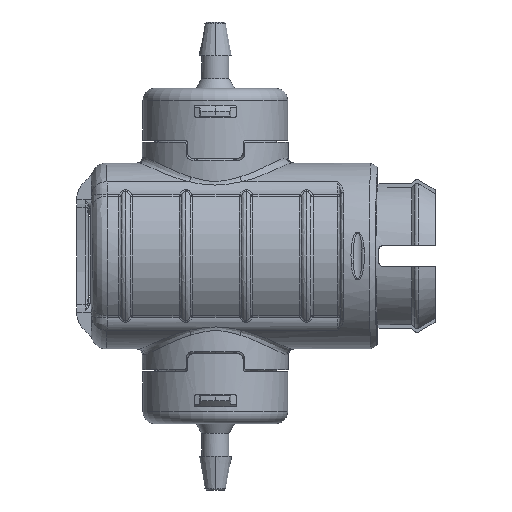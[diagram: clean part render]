
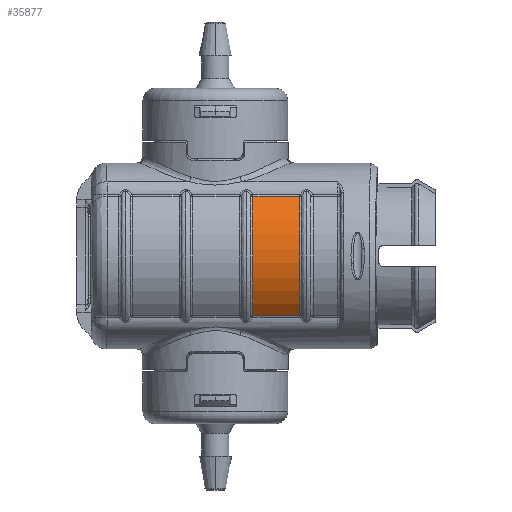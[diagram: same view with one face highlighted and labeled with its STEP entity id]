
A CAD part, front view. The second image highlights one B-rep face of the part: STEP entity #35877.
In plain terms, the highlighted cylindrical face has radius 7.225 mm (diameter 14.45 mm), a partial arc.
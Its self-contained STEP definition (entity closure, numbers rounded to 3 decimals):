
#4308 = CARTESIAN_POINT ( 'NONE',  ( 6.995, -5.264, 4.949 ) ) ;
#9405 = ORIENTED_EDGE ( 'NONE', *, *, #33351, .T. ) ;
#10440 = CIRCLE ( 'NONE', #15949, 7.225 ) ;
#10680 = CARTESIAN_POINT ( 'NONE',  ( 3.114, -5.264, -4.949 ) ) ;
#13898 = VERTEX_POINT ( 'NONE', #39580 ) ;
#13923 = CARTESIAN_POINT ( 'NONE',  ( 12.2, -5.264, -4.949 ) ) ;
#15949 = AXIS2_PLACEMENT_3D ( 'NONE', #44823, #64569, #49521 ) ;
#18451 = EDGE_CURVE ( 'NONE', #27394, #13898, #21863, .T. ) ;
#18526 = CIRCLE ( 'NONE', #57353, 7.225 ) ;
#18792 = DIRECTION ( 'NONE',  ( -1., 0., 0. ) ) ;
#19359 = ORIENTED_EDGE ( 'NONE', *, *, #38705, .T. ) ;
#20029 = DIRECTION ( 'NONE',  ( 0., 0., 1. ) ) ;
#20428 = DIRECTION ( 'NONE',  ( -1., 0., 0. ) ) ;
#20938 = VECTOR ( 'NONE', #34807, 1000. ) ;
#21863 = LINE ( 'NONE', #53953, #45795 ) ;
#22662 = VERTEX_POINT ( 'NONE', #24421 ) ;
#23124 = FACE_OUTER_BOUND ( 'NONE', #53627, .T. ) ;
#24421 = CARTESIAN_POINT ( 'NONE',  ( 6.995, -5.264, -4.949 ) ) ;
#27394 = VERTEX_POINT ( 'NONE', #4308 ) ;
#27617 = VERTEX_POINT ( 'NONE', #10680 ) ;
#30062 = DIRECTION ( 'NONE',  ( 1., 0., 0. ) ) ;
#30972 = CYLINDRICAL_SURFACE ( 'NONE', #48155, 7.225 ) ;
#32628 = ORIENTED_EDGE ( 'NONE', *, *, #42135, .T. ) ;
#33351 = EDGE_CURVE ( 'NONE', #13898, #27617, #18526, .T. ) ;
#34807 = DIRECTION ( 'NONE',  ( 1., 0., 0. ) ) ;
#35877 = ADVANCED_FACE ( 'NONE', ( #23124 ), #30972, .T. ) ;
#36207 = DIRECTION ( 'NONE',  ( 0., 0., 1. ) ) ;
#38705 = EDGE_CURVE ( 'NONE', #27617, #22662, #56758, .T. ) ;
#39504 = ORIENTED_EDGE ( 'NONE', *, *, #18451, .T. ) ;
#39580 = CARTESIAN_POINT ( 'NONE',  ( 3.114, -5.264, 4.949 ) ) ;
#42135 = EDGE_CURVE ( 'NONE', #22662, #27394, #10440, .T. ) ;
#44823 = CARTESIAN_POINT ( 'NONE',  ( 6.995, 0., 0. ) ) ;
#45795 = VECTOR ( 'NONE', #18792, 1000. ) ;
#46281 = CARTESIAN_POINT ( 'NONE',  ( 12.2, 0., 0. ) ) ;
#48155 = AXIS2_PLACEMENT_3D ( 'NONE', #46281, #20428, #36207 ) ;
#49521 = DIRECTION ( 'NONE',  ( 0., 0., 1. ) ) ;
#53627 = EDGE_LOOP ( 'NONE', ( #19359, #32628, #39504, #9405 ) ) ;
#53953 = CARTESIAN_POINT ( 'NONE',  ( 12.2, -5.264, 4.949 ) ) ;
#56758 = LINE ( 'NONE', #13923, #20938 ) ;
#57353 = AXIS2_PLACEMENT_3D ( 'NONE', #60492, #30062, #20029 ) ;
#60492 = CARTESIAN_POINT ( 'NONE',  ( 3.114, 0., 0. ) ) ;
#64569 = DIRECTION ( 'NONE',  ( -1., 0., 0. ) ) ;
